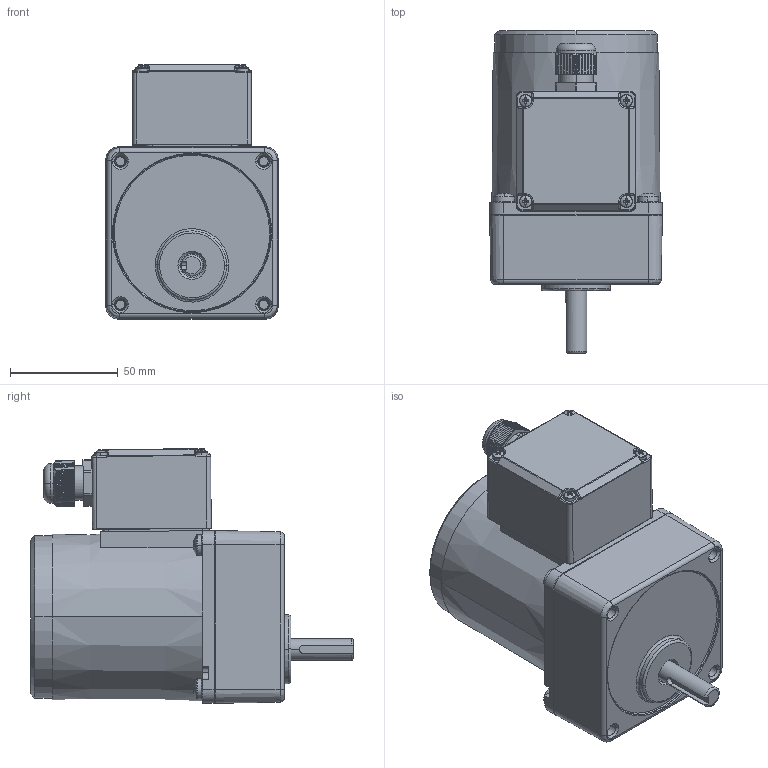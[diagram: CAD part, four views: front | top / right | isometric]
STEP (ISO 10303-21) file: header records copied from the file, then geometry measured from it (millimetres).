
FILE_DESCRIPTION (( 'STEP AP203' ), '1' );
FILE_NAME ('4IK25GN-CT(4GN3K-18K).STEP', '2022-10-28T05:16:08', ( 'Windows User' ), ( 'P R C' ), 'SwSTEP 2.0', 'SolidWorks 2019', '' );
FILE_SCHEMA (( 'CONFIG_CONTROL_DESIGN' ));
Length unit declared in the file: millimetre
Products named in the file (11): 葩璃 (4) ^_4IK25GN-CT(4GN3K-18K)(2)_4IK25GN-CT(4GN3K-18K); 4IK25GN-CT(4GN3K-18K); ^_4IK25GN-CT(4GN3K-18K)(2)_4IK25GN-CT(4GN3K-18K); 葩璃 (7) ^_4IK25GN-CT(4GN3K-18K)(2)_4IK25GN-CT(4GN3K-18K); ^4IK25GN-CT(4GN3K-18K)(2)_4IK25GN-CT(4GN3K-18K); 4IK25GN-CT(4GN3K-18K)(2)^4IK25GN-CT(4GN3K-18K); 葩璃 (5) ^_4IK25GN-CT(4GN3K-18K)(2)_4IK25GN-CT(4GN3K-18K); 葩璃 (2) ^_4IK25GN-CT(4GN3K-18K)(2)_4IK25GN-CT(4GN3K-18K); 葩璃 (3) ^_4IK25GN-CT(4GN3K-18K)(2)_4IK25GN-CT(4GN3K-18K); 4GN3K-18K; 葩璃 (6) ^_4IK25GN-CT(4GN3K-18K)(2)_4IK25GN-CT(4GN3K-18K)
Assembly tree (13 placements, depth 4):
  4IK25GN-CT(4GN3K-18K)
    4IK25GN-CT(4GN3K-18K)(2)^4IK25GN-CT(4GN3K-18K)
      ^4IK25GN-CT(4GN3K-18K)(2)_4IK25GN-CT(4GN3K-18K)
        ^_4IK25GN-CT(4GN3K-18K)(2)_4IK25GN-CT(4GN3K-18K)
        葩璃 (2) ^_4IK25GN-CT(4GN3K-18K)(2)_4IK25GN-CT(4GN3K-18K)
        葩璃 (3) ^_4IK25GN-CT(4GN3K-18K)(2)_4IK25GN-CT(4GN3K-18K)
        葩璃 (4) ^_4IK25GN-CT(4GN3K-18K)(2)_4IK25GN-CT(4GN3K-18K)
        葩璃 (5) ^_4IK25GN-CT(4GN3K-18K)(2)_4IK25GN-CT(4GN3K-18K)
        葩璃 (6) ^_4IK25GN-CT(4GN3K-18K)(2)_4IK25GN-CT(4GN3K-18K)
        葩璃 (7) ^_4IK25GN-CT(4GN3K-18K)(2)_4IK25GN-CT(4GN3K-18K)  x4
    4GN3K-18K
Bounding box: 80 x 149.5 x 117.95 mm (x, y, z)
Volume: 446288.4 mm3; surface area: 102614.4 mm2
Topology: 11 solids, 12 shells, 1699 faces, 4421 edges, 2749 vertices
Faces by surface type: cone 736, cylinder 578, plane 274, torus 58, bspline 29, sphere 24
Entity records: 40526 total; most frequent: CARTESIAN_POINT 10076, DIRECTION 6600, ORIENTED_EDGE 6028, EDGE_CURVE 3014, AXIS2_PLACEMENT_3D 2728, VERTEX_POINT 1894, CIRCLE 1562, EDGE_LOOP 1234
